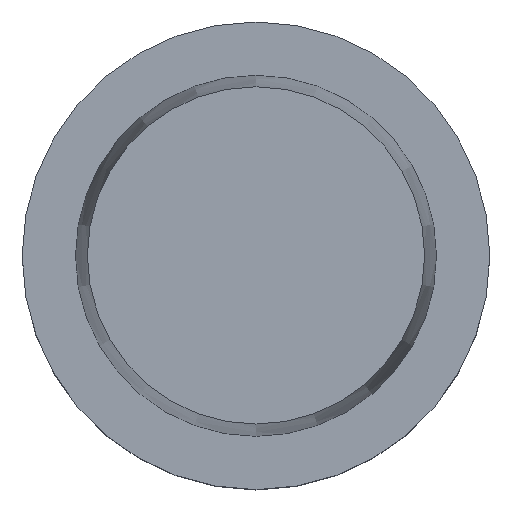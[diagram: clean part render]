
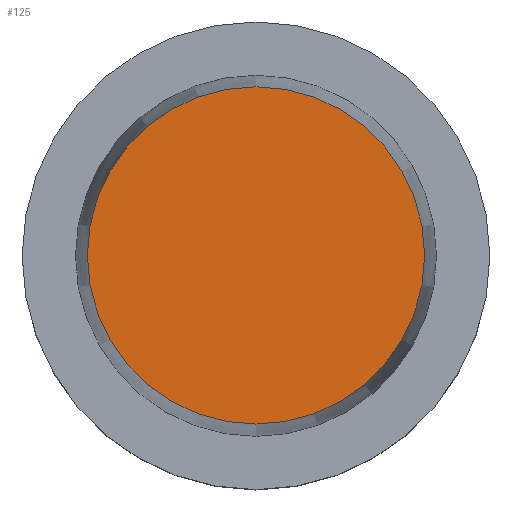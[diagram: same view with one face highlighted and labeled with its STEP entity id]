
A CAD part, top view. The second image highlights one B-rep face of the part: STEP entity #125.
In plain terms, the highlighted planar face has unit normal (0, 0, 1).
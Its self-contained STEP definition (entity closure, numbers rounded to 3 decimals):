
#119=EDGE_CURVE('Unnamed[1]',#277,#277,#278,.T.);
#125=ADVANCED_FACE('Unnamed[1]',(#285),#286,.T.);
#277=VERTEX_POINT('',#483);
#278=CIRCLE('',#484,22.715);
#285=FACE_OUTER_BOUND('',#493,.T.);
#286=PLANE('',#494);
#483=CARTESIAN_POINT('',(0.,22.715,32.0));
#484=AXIS2_PLACEMENT_3D('',#699,#700,#701);
#493=EDGE_LOOP('',(#708));
#494=AXIS2_PLACEMENT_3D('',#709,#710,#711);
#699=CARTESIAN_POINT('',(0.,0.,32.0));
#700=DIRECTION('',(0.,0.,1.0));
#701=DIRECTION('',(0.,1.0,0.));
#708=ORIENTED_EDGE('',*,*,#119,.T.);
#709=CARTESIAN_POINT('',(0.,11.358,32.0));
#710=DIRECTION('',(0.,0.,1.0));
#711=DIRECTION('',(0.,1.0,0.));
